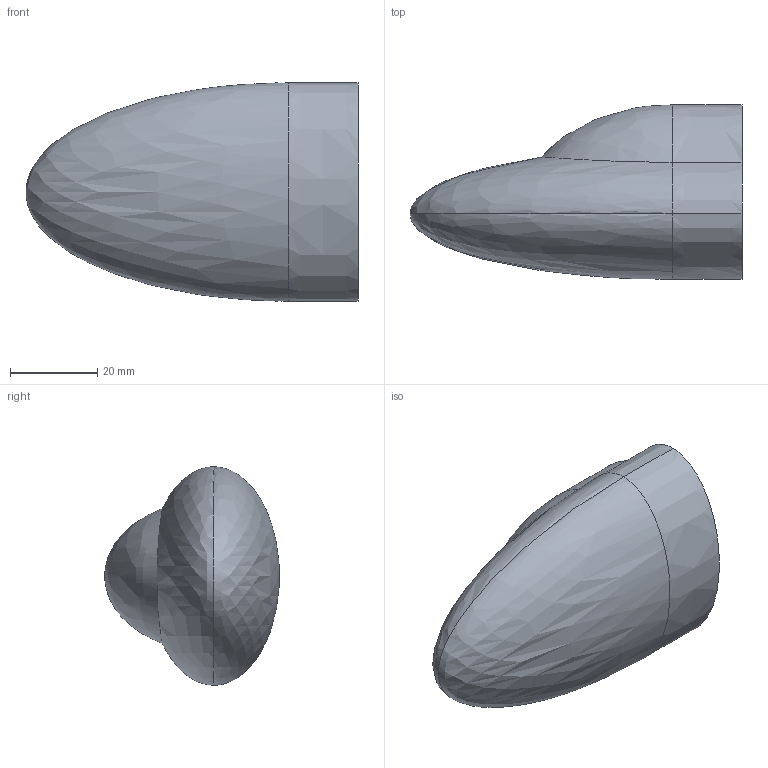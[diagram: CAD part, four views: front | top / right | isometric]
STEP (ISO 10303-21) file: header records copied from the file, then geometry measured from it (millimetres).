
FILE_DESCRIPTION(('Open CASCADE Model'),'2;1');
FILE_NAME('Open CASCADE Shape Model','2023-02-02T09:09:50',('Author'),( 'Open CASCADE'),'Open CASCADE STEP processor 7.5','Open CASCADE 7.5' ,'Unknown');
FILE_SCHEMA(('AUTOMOTIVE_DESIGN { 1 0 10303 214 1 1 1 1 }'));
Length unit declared in the file: metre
Products named in the file (1): Open CASCADE STEP translator 7.5 1
Bounding box: 75.99 x 39.97 x 50 mm (x, y, z)
Volume: 73716.8 mm3; surface area: 10155.3 mm2
Topology: 1 solids, 1 shells, 8 faces, 19 edges, 9 vertices
Faces by surface type: extrusion 4, bspline 3, plane 1
Entity records: 2275 total; most frequent: CARTESIAN_POINT 2001, ORIENTED_EDGE 30, PCURVE 30, DEFINITIONAL_REPRESENTATION 30, DIRECTION 28, B_SPLINE_CURVE_WITH_KNOTS 28, VECTOR 24, LINE 20
